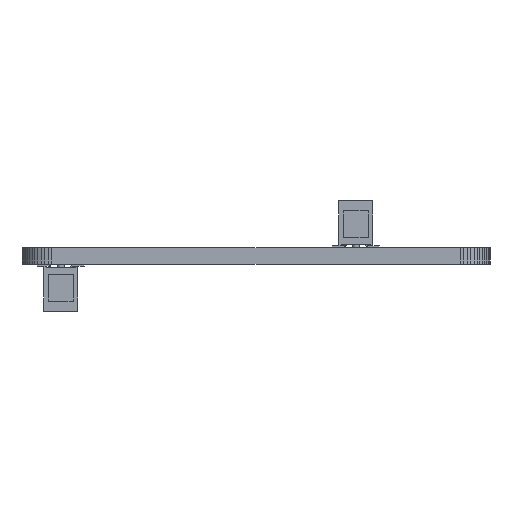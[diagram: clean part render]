
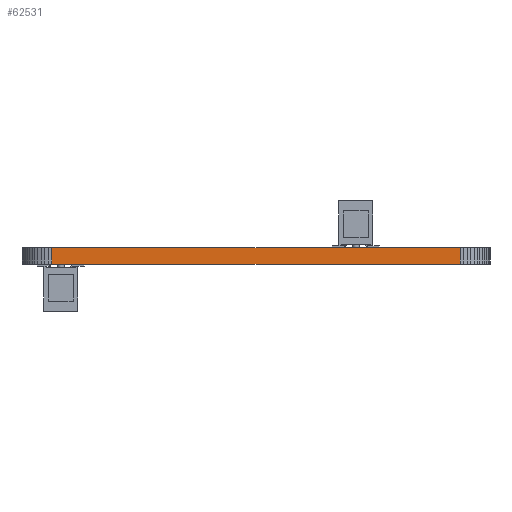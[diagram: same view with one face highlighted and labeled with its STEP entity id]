
A CAD part, front view. The second image highlights one B-rep face of the part: STEP entity #62531.
In plain terms, the highlighted planar face has unit normal (0, -1, 0).
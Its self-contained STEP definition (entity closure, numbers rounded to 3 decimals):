
#50698 = PLANE('',#50699);
#50699 = AXIS2_PLACEMENT_3D('',#50700,#50701,#50702);
#50700 = CARTESIAN_POINT('',(150.25,-96.612,1.6));
#50701 = DIRECTION('',(-0.,-0.,-1.));
#50702 = DIRECTION('',(-1.,0.,0.));
#50752 = PLANE('',#50753);
#50753 = AXIS2_PLACEMENT_3D('',#50754,#50755,#50756);
#50754 = CARTESIAN_POINT('',(150.25,-96.612,0.));
#50755 = DIRECTION('',(-0.,-0.,-1.));
#50756 = DIRECTION('',(-1.,0.,0.));
#52457 = VERTEX_POINT('',#52458);
#52458 = CARTESIAN_POINT('',(170.3,-119.3,0.));
#52472 = PLANE('',#52473);
#52473 = AXIS2_PLACEMENT_3D('',#52474,#52475,#52476);
#52474 = CARTESIAN_POINT('',(170.65,-119.279,0.));
#52475 = DIRECTION('',(0.06,-0.998,0.));
#52476 = DIRECTION('',(-0.998,-0.06,0.));
#52484 = EDGE_CURVE('',#52457,#52485,#52487,.T.);
#52485 = VERTEX_POINT('',#52486);
#52486 = CARTESIAN_POINT('',(130.5,-119.3,0.));
#52487 = SURFACE_CURVE('',#52488,(#52492,#52499),.PCURVE_S1.);
#52488 = LINE('',#52489,#52490);
#52489 = CARTESIAN_POINT('',(170.3,-119.3,0.));
#52490 = VECTOR('',#52491,1.);
#52491 = DIRECTION('',(-1.,0.,0.));
#52492 = PCURVE('',#50752,#52493);
#52493 = DEFINITIONAL_REPRESENTATION('',(#52494),#52498);
#52494 = LINE('',#52495,#52496);
#52495 = CARTESIAN_POINT('',(-20.05,-22.688));
#52496 = VECTOR('',#52497,1.);
#52497 = DIRECTION('',(1.,0.));
#52498 = ( GEOMETRIC_REPRESENTATION_CONTEXT(2) 
PARAMETRIC_REPRESENTATION_CONTEXT() REPRESENTATION_CONTEXT('2D SPACE',''
  ) );
#52499 = PCURVE('',#52500,#52505);
#52500 = PLANE('',#52501);
#52501 = AXIS2_PLACEMENT_3D('',#52502,#52503,#52504);
#52502 = CARTESIAN_POINT('',(170.3,-119.3,0.));
#52503 = DIRECTION('',(0.,-1.,0.));
#52504 = DIRECTION('',(-1.,0.,0.));
#52505 = DEFINITIONAL_REPRESENTATION('',(#52506),#52510);
#52506 = LINE('',#52507,#52508);
#52507 = CARTESIAN_POINT('',(0.,-0.));
#52508 = VECTOR('',#52509,1.);
#52509 = DIRECTION('',(1.,0.));
#52510 = ( GEOMETRIC_REPRESENTATION_CONTEXT(2) 
PARAMETRIC_REPRESENTATION_CONTEXT() REPRESENTATION_CONTEXT('2D SPACE',''
  ) );
#52528 = PLANE('',#52529);
#52529 = AXIS2_PLACEMENT_3D('',#52530,#52531,#52532);
#52530 = CARTESIAN_POINT('',(130.5,-119.3,0.));
#52531 = DIRECTION('',(-0.06,-0.998,0.));
#52532 = DIRECTION('',(-0.998,0.06,0.));
#56857 = VERTEX_POINT('',#56858);
#56858 = CARTESIAN_POINT('',(170.3,-119.3,1.6));
#56879 = EDGE_CURVE('',#56857,#56880,#56882,.T.);
#56880 = VERTEX_POINT('',#56881);
#56881 = CARTESIAN_POINT('',(130.5,-119.3,1.6));
#56882 = SURFACE_CURVE('',#56883,(#56887,#56894),.PCURVE_S1.);
#56883 = LINE('',#56884,#56885);
#56884 = CARTESIAN_POINT('',(170.3,-119.3,1.6));
#56885 = VECTOR('',#56886,1.);
#56886 = DIRECTION('',(-1.,0.,0.));
#56887 = PCURVE('',#50698,#56888);
#56888 = DEFINITIONAL_REPRESENTATION('',(#56889),#56893);
#56889 = LINE('',#56890,#56891);
#56890 = CARTESIAN_POINT('',(-20.05,-22.688));
#56891 = VECTOR('',#56892,1.);
#56892 = DIRECTION('',(1.,0.));
#56893 = ( GEOMETRIC_REPRESENTATION_CONTEXT(2) 
PARAMETRIC_REPRESENTATION_CONTEXT() REPRESENTATION_CONTEXT('2D SPACE',''
  ) );
#56894 = PCURVE('',#52500,#56895);
#56895 = DEFINITIONAL_REPRESENTATION('',(#56896),#56900);
#56896 = LINE('',#56897,#56898);
#56897 = CARTESIAN_POINT('',(0.,-1.6));
#56898 = VECTOR('',#56899,1.);
#56899 = DIRECTION('',(1.,0.));
#56900 = ( GEOMETRIC_REPRESENTATION_CONTEXT(2) 
PARAMETRIC_REPRESENTATION_CONTEXT() REPRESENTATION_CONTEXT('2D SPACE',''
  ) );
#62483 = EDGE_CURVE('',#52457,#56857,#62484,.T.);
#62484 = SURFACE_CURVE('',#62485,(#62489,#62496),.PCURVE_S1.);
#62485 = LINE('',#62486,#62487);
#62486 = CARTESIAN_POINT('',(170.3,-119.3,0.));
#62487 = VECTOR('',#62488,1.);
#62488 = DIRECTION('',(0.,0.,1.));
#62489 = PCURVE('',#52472,#62490);
#62490 = DEFINITIONAL_REPRESENTATION('',(#62491),#62495);
#62491 = LINE('',#62492,#62493);
#62492 = CARTESIAN_POINT('',(0.35,0.));
#62493 = VECTOR('',#62494,1.);
#62494 = DIRECTION('',(0.,-1.));
#62495 = ( GEOMETRIC_REPRESENTATION_CONTEXT(2) 
PARAMETRIC_REPRESENTATION_CONTEXT() REPRESENTATION_CONTEXT('2D SPACE',''
  ) );
#62496 = PCURVE('',#52500,#62497);
#62497 = DEFINITIONAL_REPRESENTATION('',(#62498),#62502);
#62498 = LINE('',#62499,#62500);
#62499 = CARTESIAN_POINT('',(0.,-0.));
#62500 = VECTOR('',#62501,1.);
#62501 = DIRECTION('',(0.,-1.));
#62502 = ( GEOMETRIC_REPRESENTATION_CONTEXT(2) 
PARAMETRIC_REPRESENTATION_CONTEXT() REPRESENTATION_CONTEXT('2D SPACE',''
  ) );
#62531 = ADVANCED_FACE('',(#62532),#52500,.T.);
#62532 = FACE_BOUND('',#62533,.T.);
#62533 = EDGE_LOOP('',(#62534,#62535,#62536,#62557));
#62534 = ORIENTED_EDGE('',*,*,#62483,.T.);
#62535 = ORIENTED_EDGE('',*,*,#56879,.T.);
#62536 = ORIENTED_EDGE('',*,*,#62537,.F.);
#62537 = EDGE_CURVE('',#52485,#56880,#62538,.T.);
#62538 = SURFACE_CURVE('',#62539,(#62543,#62550),.PCURVE_S1.);
#62539 = LINE('',#62540,#62541);
#62540 = CARTESIAN_POINT('',(130.5,-119.3,0.));
#62541 = VECTOR('',#62542,1.);
#62542 = DIRECTION('',(0.,0.,1.));
#62543 = PCURVE('',#52500,#62544);
#62544 = DEFINITIONAL_REPRESENTATION('',(#62545),#62549);
#62545 = LINE('',#62546,#62547);
#62546 = CARTESIAN_POINT('',(39.8,0.));
#62547 = VECTOR('',#62548,1.);
#62548 = DIRECTION('',(0.,-1.));
#62549 = ( GEOMETRIC_REPRESENTATION_CONTEXT(2) 
PARAMETRIC_REPRESENTATION_CONTEXT() REPRESENTATION_CONTEXT('2D SPACE',''
  ) );
#62550 = PCURVE('',#52528,#62551);
#62551 = DEFINITIONAL_REPRESENTATION('',(#62552),#62556);
#62552 = LINE('',#62553,#62554);
#62553 = CARTESIAN_POINT('',(0.,0.));
#62554 = VECTOR('',#62555,1.);
#62555 = DIRECTION('',(0.,-1.));
#62556 = ( GEOMETRIC_REPRESENTATION_CONTEXT(2) 
PARAMETRIC_REPRESENTATION_CONTEXT() REPRESENTATION_CONTEXT('2D SPACE',''
  ) );
#62557 = ORIENTED_EDGE('',*,*,#52484,.F.);
